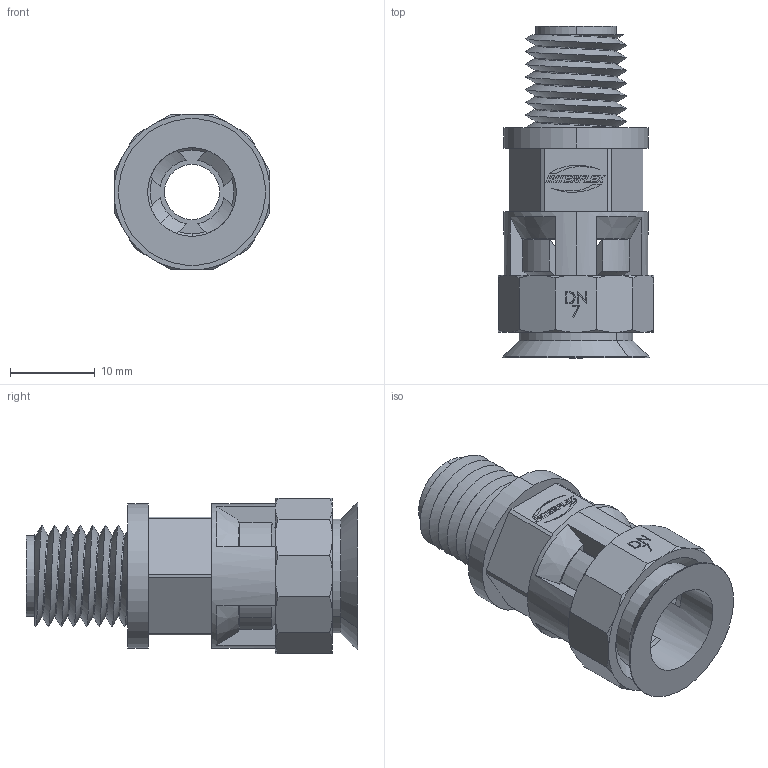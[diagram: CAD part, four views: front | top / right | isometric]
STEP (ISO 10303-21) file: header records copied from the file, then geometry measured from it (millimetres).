
FILE_DESCRIPTION (( 'STEP AP203' ), '1' );
FILE_NAME ('I3040_0001_01_0_MIR-07M12G.STEP', '2010-07-16T05:56:32', ( 'Llorenç' ), ( '' ), 'SwSTEP 2.0', 'SolidWorks 2007', '' );
FILE_SCHEMA (( 'CONFIG_CONTROL_DESIGN' ));
Length unit declared in the file: millimetre
Products named in the file (3): I3040_0001_01_0_MIR-07M12G; I3041_0001_00_0_MIR-07M12; I3041_0000_00_0_Corona per DN07
Assembly tree (2 placements, depth 2):
  I3040_0001_01_0_MIR-07M12G
    I3041_0001_00_0_MIR-07M12
    I3041_0000_00_0_Corona per DN07
Bounding box: 18.35 x 39.12 x 18.35 mm (x, y, z)
Volume: 4178.9 mm3; surface area: 4720.6 mm2
Topology: 3 solids, 3 shells, 300 faces, 812 edges, 529 vertices
Faces by surface type: plane 178, cone 58, cylinder 48, bspline 16
Entity records: 12558 total; most frequent: CARTESIAN_POINT 4826, ORIENTED_EDGE 1624, DIRECTION 1434, EDGE_CURVE 812, VERTEX_POINT 529, VECTOR 522, LINE 522, AXIS2_PLACEMENT_3D 456
